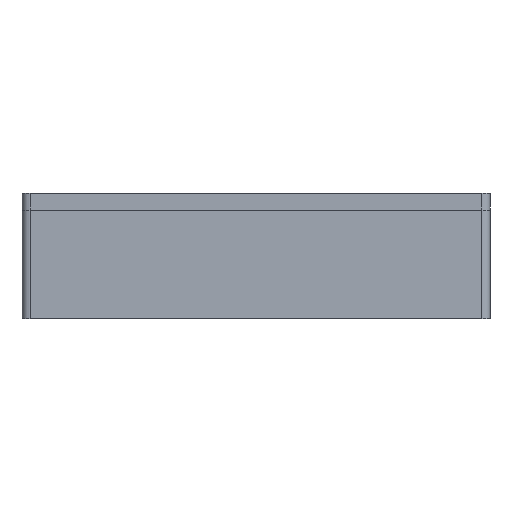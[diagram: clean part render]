
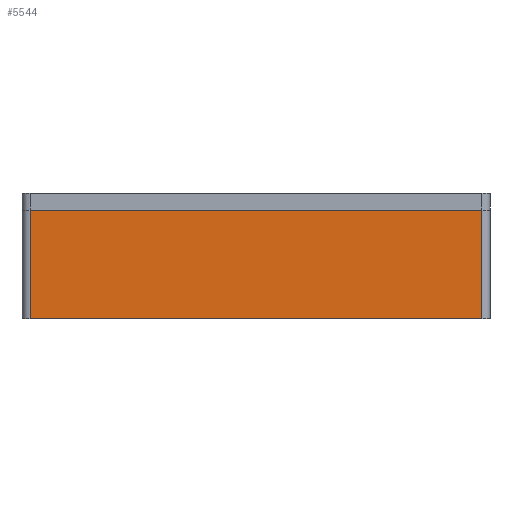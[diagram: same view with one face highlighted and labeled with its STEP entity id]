
A CAD part, front view. The second image highlights one B-rep face of the part: STEP entity #5544.
In plain terms, the highlighted planar face has unit normal (0, -1, 0).
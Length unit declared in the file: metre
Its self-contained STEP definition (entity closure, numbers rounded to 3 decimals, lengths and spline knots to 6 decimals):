
#260=LINE('',#8660,#701);
#313=LINE('',#8906,#754);
#314=LINE('',#8908,#755);
#315=LINE('',#8910,#756);
#701=VECTOR('',#6748,1.);
#754=VECTOR('',#6951,1.);
#755=VECTOR('',#6952,1.);
#756=VECTOR('',#6953,1.);
#1355=ORIENTED_EDGE('',*,*,#2952,.F.);
#1356=ORIENTED_EDGE('',*,*,#3073,.T.);
#1357=ORIENTED_EDGE('',*,*,#3074,.T.);
#1358=ORIENTED_EDGE('',*,*,#3075,.T.);
#2952=EDGE_CURVE('',#3817,#3818,#260,.T.);
#3073=EDGE_CURVE('',#3817,#3930,#313,.F.);
#3074=EDGE_CURVE('',#3930,#3931,#314,.T.);
#3075=EDGE_CURVE('',#3931,#3818,#315,.T.);
#3817=VERTEX_POINT('',#8659);
#3818=VERTEX_POINT('',#8661);
#3930=VERTEX_POINT('',#8907);
#3931=VERTEX_POINT('',#8909);
#4745=EDGE_LOOP('',(#1355,#1356,#1357,#1358));
#5100=FACE_BOUND('',#4745,.T.);
#5442=PLANE('',#6022);
#5544=ADVANCED_FACE('',(#5100),#5442,.T.);
#6022=AXIS2_PLACEMENT_3D('',#8905,#6949,#6950);
#6748=DIRECTION('',(-1.,0.,0.));
#6949=DIRECTION('',(0.,-1.,0.));
#6950=DIRECTION('',(0.,0.,-1.));
#6951=DIRECTION('',(0.,0.,-1.));
#6952=DIRECTION('',(-1.,0.,0.));
#6953=DIRECTION('',(0.,0.,-1.));
#8659=CARTESIAN_POINT('',(0.02705,-0.03855,0.));
#8660=CARTESIAN_POINT('',(0.,-0.03855,0.));
#8661=CARTESIAN_POINT('',(-0.02705,-0.03855,0.));
#8905=CARTESIAN_POINT('',(0.,-0.03855,0.013));
#8906=CARTESIAN_POINT('',(0.02705,-0.03855,0.013));
#8907=CARTESIAN_POINT('',(0.02705,-0.03855,0.013));
#8908=CARTESIAN_POINT('',(0.,-0.03855,0.013));
#8909=CARTESIAN_POINT('',(-0.02705,-0.03855,0.013));
#8910=CARTESIAN_POINT('',(-0.02705,-0.03855,0.013));
